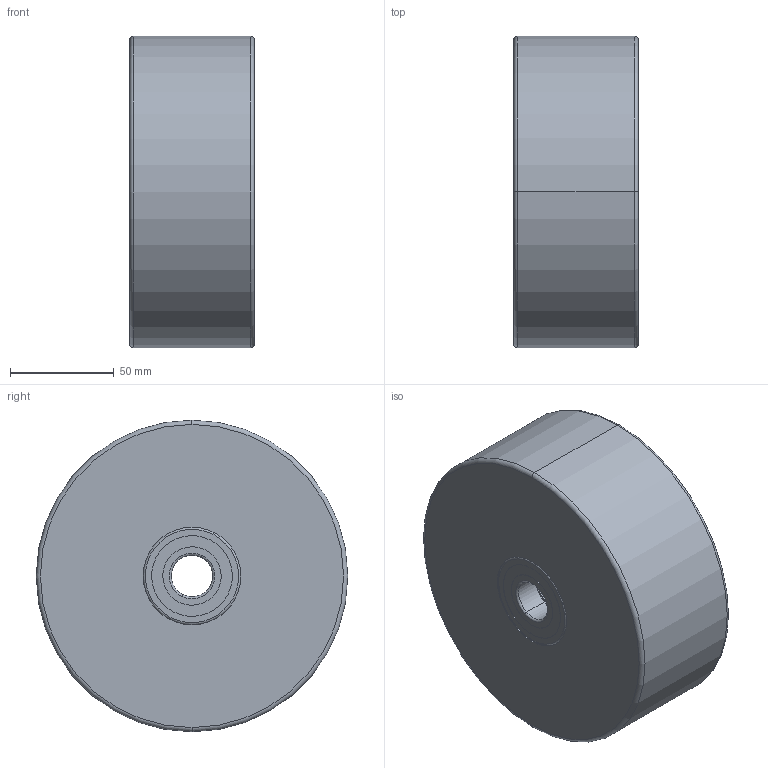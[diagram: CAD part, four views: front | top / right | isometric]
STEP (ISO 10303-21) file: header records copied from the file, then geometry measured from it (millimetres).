
FILE_DESCRIPTION (( 'STEP AP214' ), '1' );
FILE_NAME ('0012643.step', '2022-06-03T06:50:09', ( '' ), ( '' ), 'SwSTEP 2.0', 'SolidWorks 2020', '' );
FILE_SCHEMA (( 'AUTOMOTIVE_DESIGN' ));
Length unit declared in the file: millimetre
Products named in the file (1): 0012643
Bounding box: 60.2 x 150 x 150 mm (x, y, z)
Volume: 1012367.3 mm3; surface area: 99328.9 mm2
Topology: 12 solids, 12 shells, 122 faces, 244 edges, 144 vertices
Faces by surface type: cylinder 52, torus 40, plane 22, cone 8
Entity records: 4727 total; most frequent: DIRECTION 674, CARTESIAN_POINT 511, ORIENTED_EDGE 488, AXIS2_PLACEMENT_3D 307, EDGE_CURVE 244, CIRCLE 184, EDGE_LOOP 144, VERTEX_POINT 144
